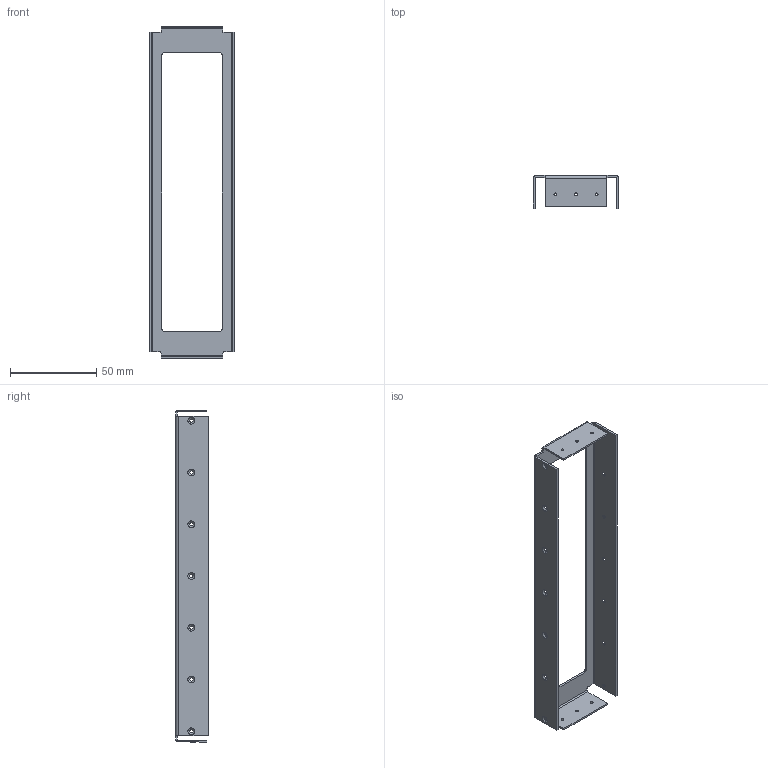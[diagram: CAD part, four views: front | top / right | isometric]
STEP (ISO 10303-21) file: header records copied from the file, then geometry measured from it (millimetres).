
FILE_DESCRIPTION (( 'STEP AP203' ), '1' );
FILE_NAME ('Gantry_Frame_Clamp.STEP', '2023-04-26T11:09:44', ( '' ), ( '' ), 'SwSTEP 2.0', 'SolidWorks 2018', '' );
FILE_SCHEMA (( 'CONFIG_CONTROL_DESIGN' ));
Length unit declared in the file: millimetre
Products named in the file (1): Gantry_Frame_Clamp
Bounding box: 49.41 x 19 x 192.47 mm (x, y, z)
Volume: 11242.5 mm3; surface area: 23696.6 mm2
Topology: 1 solids, 1 shells, 96 faces, 250 edges, 156 vertices
Faces by surface type: plane 42, cone 28, cylinder 26
Entity records: 3107 total; most frequent: DIRECTION 552, CARTESIAN_POINT 503, ORIENTED_EDGE 500, EDGE_CURVE 250, AXIS2_PLACEMENT_3D 205, VERTEX_POINT 156, LINE 142, VECTOR 142
